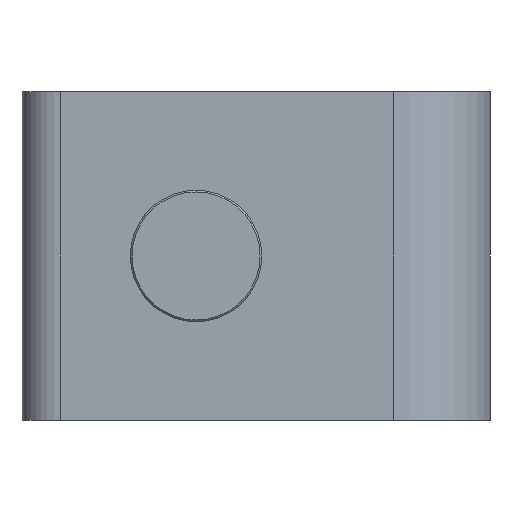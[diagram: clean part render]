
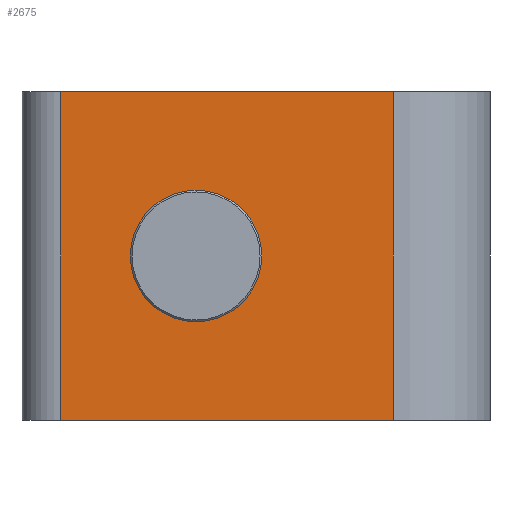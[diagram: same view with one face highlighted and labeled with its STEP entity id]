
A CAD part, front view. The second image highlights one B-rep face of the part: STEP entity #2675.
In plain terms, the highlighted planar face has unit normal (0, -1, 0).
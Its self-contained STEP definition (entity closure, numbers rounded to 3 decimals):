
#30 = VECTOR ( 'NONE', #3322, 1000. ) ;
#108 = CARTESIAN_POINT ( 'NONE',  ( 9., -21.4, -3.4 ) ) ;
#206 = VECTOR ( 'NONE', #2425, 1000. ) ;
#221 = CARTESIAN_POINT ( 'NONE',  ( 19.2, -21.4, 8.5 ) ) ;
#256 = EDGE_CURVE ( 'NONE', #2640, #1003, #2138, .T. ) ;
#278 = DIRECTION ( 'NONE',  ( 0., 1., 0. ) ) ;
#291 = EDGE_CURVE ( 'NONE', #2674, #2170, #1187, .T. ) ;
#466 = VERTEX_POINT ( 'NONE', #108 ) ;
#470 = ORIENTED_EDGE ( 'NONE', *, *, #2452, .T. ) ;
#491 = AXIS2_PLACEMENT_3D ( 'NONE', #1500, #3457, #1786 ) ;
#535 = DIRECTION ( 'NONE',  ( 0., -1., 0. ) ) ;
#732 = EDGE_CURVE ( 'NONE', #956, #466, #3470, .T. ) ;
#820 = ORIENTED_EDGE ( 'NONE', *, *, #256, .T. ) ;
#849 = FACE_BOUND ( 'NONE', #2855, .T. ) ;
#855 = EDGE_CURVE ( 'NONE', #2674, #2640, #1718, .T. ) ;
#956 = VERTEX_POINT ( 'NONE', #2845 ) ;
#1003 = VERTEX_POINT ( 'NONE', #1760 ) ;
#1187 = LINE ( 'NONE', #2740, #2559 ) ;
#1248 = CIRCLE ( 'NONE', #491, 3.4 ) ;
#1337 = ORIENTED_EDGE ( 'NONE', *, *, #732, .T. ) ;
#1500 = CARTESIAN_POINT ( 'NONE',  ( 9., -21.4, 0. ) ) ;
#1637 = ORIENTED_EDGE ( 'NONE', *, *, #855, .T. ) ;
#1718 = LINE ( 'NONE', #1727, #3106 ) ;
#1727 = CARTESIAN_POINT ( 'NONE',  ( 19.2, -21.4, -8.5 ) ) ;
#1760 = CARTESIAN_POINT ( 'NONE',  ( 19.2, -21.4, 8.5 ) ) ;
#1786 = DIRECTION ( 'NONE',  ( 0., 0., 1. ) ) ;
#1920 = CARTESIAN_POINT ( 'NONE',  ( 9., -21.4, 0. ) ) ;
#2002 = DIRECTION ( 'NONE',  ( 1., 0., 0. ) ) ;
#2097 = EDGE_LOOP ( 'NONE', ( #820, #3429, #3077, #1637 ) ) ;
#2138 = LINE ( 'NONE', #3349, #30 ) ;
#2170 = VERTEX_POINT ( 'NONE', #3021 ) ;
#2178 = CARTESIAN_POINT ( 'NONE',  ( 19.2, -21.4, -8.5 ) ) ;
#2197 = DIRECTION ( 'NONE',  ( 0., 0., 1. ) ) ;
#2231 = FACE_OUTER_BOUND ( 'NONE', #2097, .T. ) ;
#2425 = DIRECTION ( 'NONE',  ( 1., 0., 0. ) ) ;
#2452 = EDGE_CURVE ( 'NONE', #466, #956, #1248, .T. ) ;
#2461 = DIRECTION ( 'NONE',  ( 0., 0., -1. ) ) ;
#2559 = VECTOR ( 'NONE', #3373, 1000. ) ;
#2593 = EDGE_CURVE ( 'NONE', #2170, #1003, #3157, .T. ) ;
#2640 = VERTEX_POINT ( 'NONE', #3271 ) ;
#2649 = AXIS2_PLACEMENT_3D ( 'NONE', #2178, #535, #2461 ) ;
#2674 = VERTEX_POINT ( 'NONE', #2715 ) ;
#2675 = ADVANCED_FACE ( 'NONE', ( #849, #2231 ), #2702, .T. ) ;
#2702 = PLANE ( 'NONE',  #2649 ) ;
#2715 = CARTESIAN_POINT ( 'NONE',  ( 2., -21.4, -8.5 ) ) ;
#2740 = CARTESIAN_POINT ( 'NONE',  ( 2., -21.4, -8.5 ) ) ;
#2845 = CARTESIAN_POINT ( 'NONE',  ( 9., -21.4, 3.4 ) ) ;
#2855 = EDGE_LOOP ( 'NONE', ( #1337, #470 ) ) ;
#2918 = AXIS2_PLACEMENT_3D ( 'NONE', #1920, #278, #2197 ) ;
#3021 = CARTESIAN_POINT ( 'NONE',  ( 2., -21.4, 8.5 ) ) ;
#3077 = ORIENTED_EDGE ( 'NONE', *, *, #291, .F. ) ;
#3106 = VECTOR ( 'NONE', #2002, 1000. ) ;
#3157 = LINE ( 'NONE', #221, #206 ) ;
#3271 = CARTESIAN_POINT ( 'NONE',  ( 19.2, -21.4, -8.5 ) ) ;
#3322 = DIRECTION ( 'NONE',  ( 0., 0., 1. ) ) ;
#3349 = CARTESIAN_POINT ( 'NONE',  ( 19.2, -21.4, -8.5 ) ) ;
#3373 = DIRECTION ( 'NONE',  ( 0., 0., 1. ) ) ;
#3429 = ORIENTED_EDGE ( 'NONE', *, *, #2593, .F. ) ;
#3457 = DIRECTION ( 'NONE',  ( 0., 1., 0. ) ) ;
#3470 = CIRCLE ( 'NONE', #2918, 3.4 ) ;
